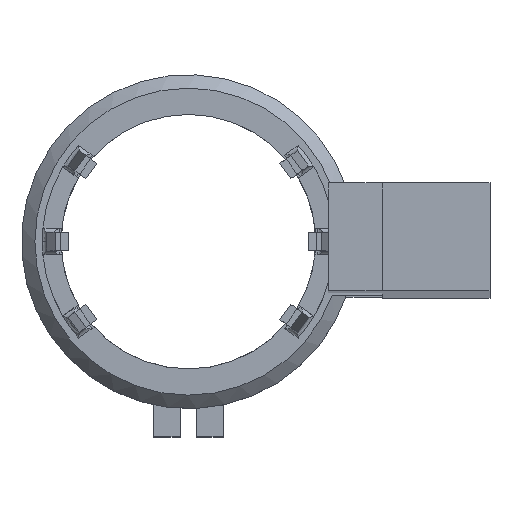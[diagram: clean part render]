
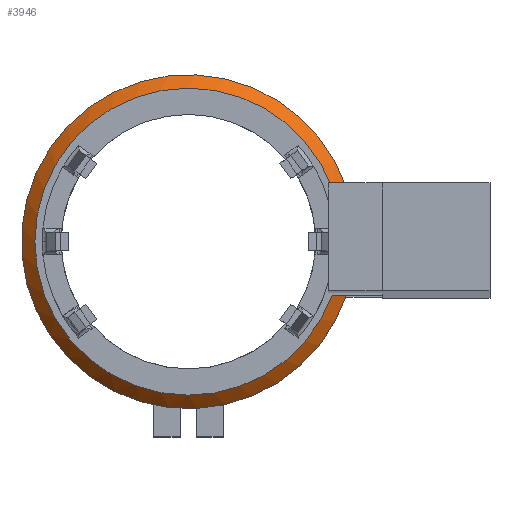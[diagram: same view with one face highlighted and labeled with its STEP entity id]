
A CAD part, top view. The second image highlights one B-rep face of the part: STEP entity #3946.
In plain terms, the highlighted conical face has half-angle 45 degrees and reference radius 59.5 mm.
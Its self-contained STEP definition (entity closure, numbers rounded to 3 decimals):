
#1687=CARTESIAN_POINT('',(0.,0.,10.));
#1688=DIRECTION('',(0.,0.,1.));
#1689=DIRECTION('',(0.936,0.351,0.));
#1690=AXIS2_PLACEMENT_3D('',#1687,#1688,#1689);
#1692=CARTESIAN_POINT('',(58.686,-20.,5.));
#1693=CARTESIAN_POINT('',(58.059,-20.,5.593));
#1694=CARTESIAN_POINT('',(56.831,-20.,6.753));
#1695=CARTESIAN_POINT('',(55.064,-20.,8.417));
#1696=CARTESIAN_POINT('',(53.931,-20.,9.48));
#1697=CARTESIAN_POINT('',(53.376,-20.,10.));
#1699=CARTESIAN_POINT('',(0.,0.,5.));
#1700=DIRECTION('',(0.,0.,-1.));
#1701=DIRECTION('',(0.947,-0.323,0.));
#1702=AXIS2_PLACEMENT_3D('',#1699,#1700,#1701);
#1704=CARTESIAN_POINT('',(53.376,20.,10.));
#1705=CARTESIAN_POINT('',(53.931,20.,9.48));
#1706=CARTESIAN_POINT('',(55.064,20.,8.417));
#1707=CARTESIAN_POINT('',(56.831,20.,6.753));
#1708=CARTESIAN_POINT('',(58.059,20.,5.593));
#1709=CARTESIAN_POINT('',(58.686,20.,5.));
#2172=CARTESIAN_POINT('',(58.686,20.,5.));
#2174=VERTEX_POINT('',#2172);
#2176=CARTESIAN_POINT('',(58.686,-20.,5.));
#2178=VERTEX_POINT('',#2176);
#2180=VERTEX_POINT('',#1704);
#2181=VERTEX_POINT('',#1697);
#3932=CARTESIAN_POINT('',(0.,0.,7.5));
#3933=DIRECTION('',(0.,0.,-1.));
#3934=DIRECTION('',(0.,-1.,0.));
#3935=AXIS2_PLACEMENT_3D('',#3932,#3933,#3934);
#3936=CONICAL_SURFACE('',#3935,59.5,45.);
#3937=ORIENTED_EDGE('',*,*,#2472,.T.);
#3939=ORIENTED_EDGE('',*,*,#3938,.F.);
#3941=ORIENTED_EDGE('',*,*,#3940,.T.);
#3943=ORIENTED_EDGE('',*,*,#3942,.F.);
#3944=EDGE_LOOP('',(#3937,#3939,#3941,#3943));
#3945=FACE_OUTER_BOUND('',#3944,.F.);
#3946=ADVANCED_FACE('',(#3945),#3936,.T.);
#1691=CIRCLE('',#1690,57.);
#1698=B_SPLINE_CURVE_WITH_KNOTS('',3,(#1692,#1693,#1694,#1695,#1696,#1697),
.UNSPECIFIED.,.F.,.F.,(4,1,1,4),(0.,0.333,0.667,1.),
.UNSPECIFIED.);
#1703=CIRCLE('',#1702,62.);
#1710=B_SPLINE_CURVE_WITH_KNOTS('',3,(#1704,#1705,#1706,#1707,#1708,#1709),
.UNSPECIFIED.,.F.,.F.,(4,1,1,4),(0.,0.333,0.667,1.),
.UNSPECIFIED.);
#2472=EDGE_CURVE('',#2180,#2181,#1691,.T.);
#3938=EDGE_CURVE('',#2178,#2181,#1698,.T.);
#3940=EDGE_CURVE('',#2178,#2174,#1703,.T.);
#3942=EDGE_CURVE('',#2180,#2174,#1710,.T.);
